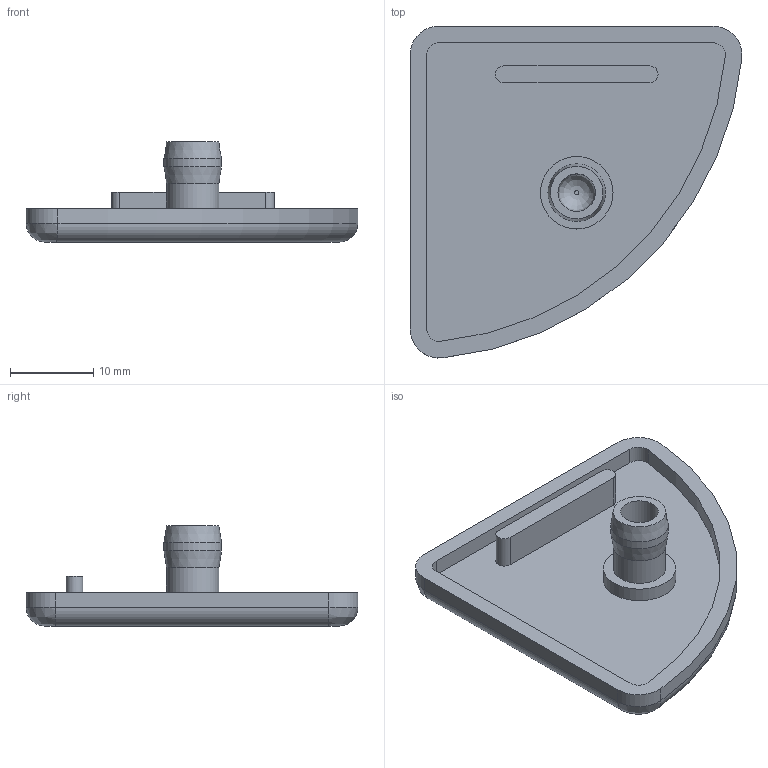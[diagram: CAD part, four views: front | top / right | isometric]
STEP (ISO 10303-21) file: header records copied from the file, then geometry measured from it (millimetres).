
FILE_DESCRIPTION((''),'2;1');
FILE_NAME('SZ0017S-A.stp','2013-08-20T07:31:15',('janine behrens'),(''),'Autodesk Inventor 2012','Autodesk Inventor 2012','');
FILE_SCHEMA(('AUTOMOTIVE_DESIGN { 1 0 10303 214 1 1 1 1 }'));
Length unit declared in the file: millimetre
Products named in the file (1): SZ0017S-A
Bounding box: 39.82 x 39.82 x 12 mm (x, y, z)
Volume: 3289.5 mm3; surface area: 3644.7 mm2
Topology: 1 solids, 1 shells, 36 faces, 77 edges, 48 vertices
Faces by surface type: cylinder 16, plane 13, bspline 4, cone 2, torus 1
Full cylindrical faces by diameter (mm): 4.5 x1, 6.3 x1, 6.9 x1, 8.7 x1
Entity records: 1134 total; most frequent: CARTESIAN_POINT 331, DIRECTION 176, ORIENTED_EDGE 140, AXIS2_PLACEMENT_3D 73, EDGE_CURVE 70, VERTEX_POINT 48, EDGE_LOOP 48, CIRCLE 40
